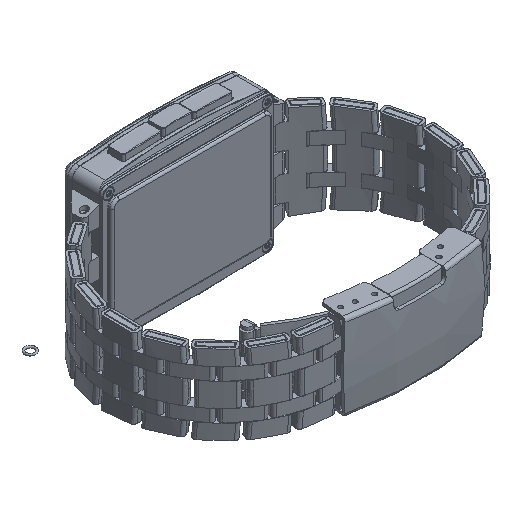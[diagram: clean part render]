
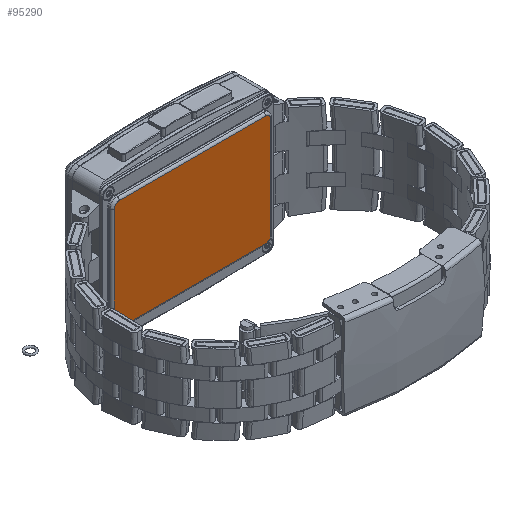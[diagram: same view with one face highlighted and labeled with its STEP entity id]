
A CAD part, isometric view. The second image highlights one B-rep face of the part: STEP entity #95290.
In plain terms, the highlighted planar face has unit normal (0, -1, 0).
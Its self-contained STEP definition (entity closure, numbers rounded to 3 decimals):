
#2321 = EDGE_CURVE ( 'NONE', #19275, #52951, #99029, .T. ) ;
#4991 = CARTESIAN_POINT ( 'NONE',  ( 17.75, -7.85, -12.067 ) ) ;
#7691 = CARTESIAN_POINT ( 'NONE',  ( 17.75, -7.85, 11.394 ) ) ;
#11153 = CARTESIAN_POINT ( 'NONE',  ( 17.75, -7.85, -11.394 ) ) ;
#11158 = ORIENTED_EDGE ( 'NONE', *, *, #97769, .F. ) ;
#11625 = DIRECTION ( 'NONE',  ( -1., 0., 0. ) ) ;
#11792 = CARTESIAN_POINT ( 'NONE',  ( -17.274, -7.85, -12.544 ) ) ;
#14530 = LINE ( 'NONE', #40866, #64429 ) ;
#14757 = CARTESIAN_POINT ( 'NONE',  ( -17.75, -7.85, -11.394 ) ) ;
#15038 = CARTESIAN_POINT ( 'NONE',  ( 17.75, -7.85, -11.394 ) ) ;
#19275 = VERTEX_POINT ( 'NONE', #52593 ) ;
#21442 = VECTOR ( 'NONE', #73331, 1000. ) ;
#21769 = CARTESIAN_POINT ( 'NONE',  ( -17.75, -7.85, -12.067 ) ) ;
#22727 = CARTESIAN_POINT ( 'NONE',  ( 16.6, -7.85, 12.544 ) ) ;
#25071 = CARTESIAN_POINT ( 'NONE',  ( 17.274, -7.85, -12.544 ) ) ;
#26031 = LINE ( 'NONE', #109846, #102466 ) ;
#26665 = ORIENTED_EDGE ( 'NONE', *, *, #40829, .F. ) ;
#28759 = FACE_OUTER_BOUND ( 'NONE', #36749, .T. ) ;
#29015 = ORIENTED_EDGE ( 'NONE', *, *, #93311, .F. ) ;
#29214 = CARTESIAN_POINT ( 'NONE',  ( 16.6, -7.85, 12.544 ) ) ;
#32734 = CARTESIAN_POINT ( 'NONE',  ( 17.274, -7.85, 12.544 ) ) ;
#35308 = CARTESIAN_POINT ( 'NONE',  ( -17.75, -7.85, 12.067 ) ) ;
#36004 = ORIENTED_EDGE ( 'NONE', *, *, #108821, .F. ) ;
#36749 = EDGE_LOOP ( 'NONE', ( #29015, #122553, #36004, #84297, #26665, #104921, #11158, #42045 ) ) ;
#40157 = DIRECTION ( 'NONE',  ( 0., 0., 1. ) ) ;
#40592 = CARTESIAN_POINT ( 'NONE',  ( -17.274, -7.85, 12.544 ) ) ;
#40829 = EDGE_CURVE ( 'NONE', #43367, #19275, #14530, .T. ) ;
#40866 = CARTESIAN_POINT ( 'NONE',  ( -17.75, -7.85, 11.394 ) ) ;
#42045 = ORIENTED_EDGE ( 'NONE', *, *, #84587, .F. ) ;
#42721 = CARTESIAN_POINT ( 'NONE',  ( 17.75, -7.85, 11.394 ) ) ;
#43367 = VERTEX_POINT ( 'NONE', #14757 ) ;
#51656 = VECTOR ( 'NONE', #122485, 1000. ) ;
#52593 = CARTESIAN_POINT ( 'NONE',  ( -17.75, -7.85, 11.394 ) ) ;
#52951 = VERTEX_POINT ( 'NONE', #117942 ) ;
#57962 = VERTEX_POINT ( 'NONE', #7691 ) ;
#59653 = DIRECTION ( 'NONE',  ( 0., 0., -1. ) ) ;
#61592 = CARTESIAN_POINT ( 'NONE',  ( -16.6, -7.85, -12.544 ) ) ;
#62879 = CARTESIAN_POINT ( 'NONE',  ( 16.6, -7.85, 12.544 ) ) ;
#63064 =( BOUNDED_CURVE ( )  B_SPLINE_CURVE ( 3, ( #22727, #32734, #102549, #42721 ),
 .UNSPECIFIED., .F., .F. ) 
 B_SPLINE_CURVE_WITH_KNOTS ( ( 4, 4 ),
 ( 0., 1. ),
 .UNSPECIFIED. ) 
 CURVE ( )  GEOMETRIC_REPRESENTATION_ITEM ( )  RATIONAL_B_SPLINE_CURVE ( ( 1., 0.805, 0.805, 1. ) ) 
 REPRESENTATION_ITEM ( '' )  );
#63093 = VERTEX_POINT ( 'NONE', #11153 ) ;
#63272 = AXIS2_PLACEMENT_3D ( 'NONE', #70450, #71313, #11625 ) ;
#64429 = VECTOR ( 'NONE', #40157, 1000. ) ;
#70450 = CARTESIAN_POINT ( 'NONE',  ( 16.6, -7.85, 11.394 ) ) ;
#71313 = DIRECTION ( 'NONE',  ( 0., 1., 0. ) ) ;
#71487 = CARTESIAN_POINT ( 'NONE',  ( -16.6, -7.85, -12.544 ) ) ;
#72310 = CARTESIAN_POINT ( 'NONE',  ( 16.6, -7.85, -12.544 ) ) ;
#73331 = DIRECTION ( 'NONE',  ( 1., 0., 0. ) ) ;
#75548 = CARTESIAN_POINT ( 'NONE',  ( -16.6, -7.85, 12.544 ) ) ;
#77978 = CARTESIAN_POINT ( 'NONE',  ( -17.75, -7.85, 11.394 ) ) ;
#79513 = CARTESIAN_POINT ( 'NONE',  ( 16.6, -7.85, -12.544 ) ) ;
#83860 = EDGE_CURVE ( 'NONE', #91045, #43367, #114924, .T. ) ;
#84297 = ORIENTED_EDGE ( 'NONE', *, *, #2321, .F. ) ;
#84587 = EDGE_CURVE ( 'NONE', #63093, #87911, #99110, .T. ) ;
#87911 = VERTEX_POINT ( 'NONE', #79513 ) ;
#91045 = VERTEX_POINT ( 'NONE', #61592 ) ;
#91592 = CARTESIAN_POINT ( 'NONE',  ( -17.75, -7.85, -11.394 ) ) ;
#93311 = EDGE_CURVE ( 'NONE', #57962, #63093, #26031, .T. ) ;
#94862 = CARTESIAN_POINT ( 'NONE',  ( 16.6, -7.85, -12.544 ) ) ;
#95290 = ADVANCED_FACE ( 'NONE', ( #28759 ), #111009, .F. ) ;
#97769 = EDGE_CURVE ( 'NONE', #87911, #91045, #104759, .T. ) ;
#99029 =( BOUNDED_CURVE ( )  B_SPLINE_CURVE ( 3, ( #77978, #35308, #40592, #75548 ),
 .UNSPECIFIED., .F., .F. ) 
 B_SPLINE_CURVE_WITH_KNOTS ( ( 4, 4 ),
 ( 0., 1. ),
 .UNSPECIFIED. ) 
 CURVE ( )  GEOMETRIC_REPRESENTATION_ITEM ( )  RATIONAL_B_SPLINE_CURVE ( ( 1., 0.805, 0.805, 1. ) ) 
 REPRESENTATION_ITEM ( '' )  );
#99110 =( BOUNDED_CURVE ( )  B_SPLINE_CURVE ( 3, ( #15038, #4991, #25071, #94862 ),
 .UNSPECIFIED., .F., .F. ) 
 B_SPLINE_CURVE_WITH_KNOTS ( ( 4, 4 ),
 ( 0., 1. ),
 .UNSPECIFIED. ) 
 CURVE ( )  GEOMETRIC_REPRESENTATION_ITEM ( )  RATIONAL_B_SPLINE_CURVE ( ( 1., 0.805, 0.805, 1. ) ) 
 REPRESENTATION_ITEM ( '' )  );
#102466 = VECTOR ( 'NONE', #59653, 1000. ) ;
#102549 = CARTESIAN_POINT ( 'NONE',  ( 17.75, -7.85, 12.067 ) ) ;
#104759 = LINE ( 'NONE', #72310, #51656 ) ;
#104921 = ORIENTED_EDGE ( 'NONE', *, *, #83860, .F. ) ;
#108821 = EDGE_CURVE ( 'NONE', #52951, #121087, #127572, .T. ) ;
#109846 = CARTESIAN_POINT ( 'NONE',  ( 17.75, -7.85, 11.394 ) ) ;
#111009 = PLANE ( 'NONE',  #63272 ) ;
#114924 =( BOUNDED_CURVE ( )  B_SPLINE_CURVE ( 3, ( #71487, #11792, #21769, #91592 ),
 .UNSPECIFIED., .F., .F. ) 
 B_SPLINE_CURVE_WITH_KNOTS ( ( 4, 4 ),
 ( 0., 1. ),
 .UNSPECIFIED. ) 
 CURVE ( )  GEOMETRIC_REPRESENTATION_ITEM ( )  RATIONAL_B_SPLINE_CURVE ( ( 1., 0.805, 0.805, 1. ) ) 
 REPRESENTATION_ITEM ( '' )  );
#117942 = CARTESIAN_POINT ( 'NONE',  ( -16.6, -7.85, 12.544 ) ) ;
#121087 = VERTEX_POINT ( 'NONE', #29214 ) ;
#122485 = DIRECTION ( 'NONE',  ( -1., 0., 0. ) ) ;
#122553 = ORIENTED_EDGE ( 'NONE', *, *, #126816, .F. ) ;
#126816 = EDGE_CURVE ( 'NONE', #121087, #57962, #63064, .T. ) ;
#127572 = LINE ( 'NONE', #62879, #21442 ) ;
